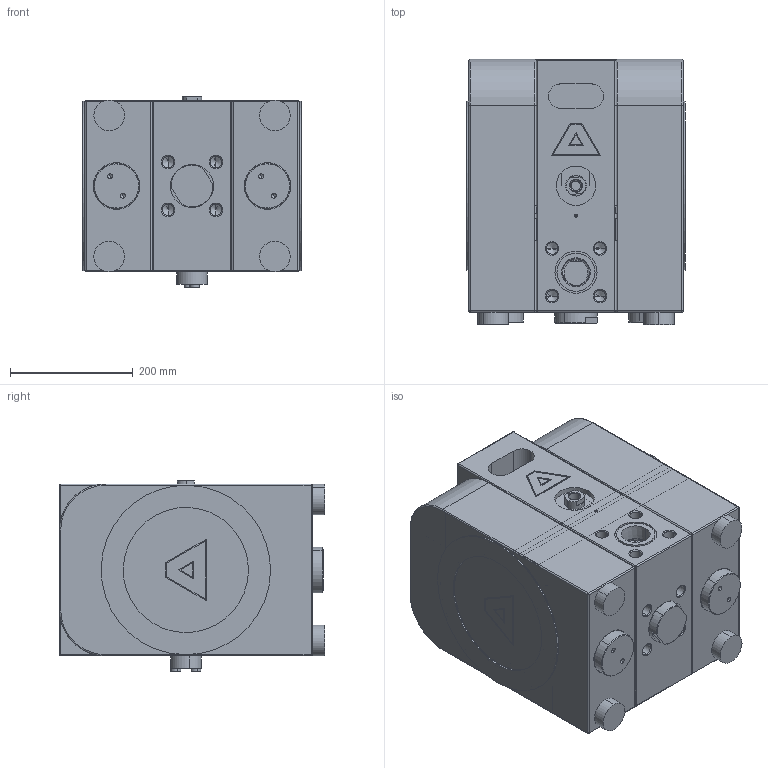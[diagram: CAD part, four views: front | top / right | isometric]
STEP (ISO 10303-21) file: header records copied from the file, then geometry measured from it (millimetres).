
FILE_DESCRIPTION (( 'STEP AP203' ), '1' );
FILE_NAME ('E40-Assembly-俋倛芞 .STEP', '2026-01-16T02:46:38', ( '' ), ( '' ), 'SwSTEP 2.0', 'SolidWorks 2022', '' );
FILE_SCHEMA (( 'CONFIG_CONTROL_DESIGN' ));
Length unit declared in the file: millimetre
Products named in the file (17): 1 40 A22-Shock absorbers_Basic; 7 40 A10-Side housing_Basic; 7 40 A11-Center housing_Basic; E40-Assembly-外形图 ; 7 40 A17-Plug, side housing_Basic; 7 40 A19-Plug, center housing_Basic; 7 40 A15-Valve stop，discharge valve_Basic; 7 40 A09-Cover_Basic; 1 40 A45-Muffler_Basic; 1 40 A47-Air inlet_Basic
Assembly tree (16 placements, depth 2):
  E40-Assembly-外形图 
    7 40 A11-Center housing_Basic
    7 40 A10-Side housing_Basic
    7 40 A10-Side housing_Basic
    1 40 A22-Shock absorbers_Basic
    1 40 A22-Shock absorbers_Basic
    1 40 A22-Shock absorbers_Basic
    1 40 A22-Shock absorbers_Basic
    7 40 A15-Valve stop，discharge valve_Basic
    7 40 A15-Valve stop，discharge valve_Basic
    1 40 A45-Muffler_Basic
    1 40 A47-Air inlet_Basic
    7 40 A17-Plug, side housing_Basic
    7 40 A17-Plug, side housing_Basic
    7 40 A19-Plug, center housing_Basic
    7 40 A09-Cover_Basic
    7 40 A09-Cover_Basic
Bounding box: 355.4 x 432 x 310.38 mm (x, y, z)
Volume: 5390013.9 mm3; surface area: 1769037.1 mm2
Topology: 18 solids, 18 shells, 1087 faces, 2847 edges, 1796 vertices
Faces by surface type: plane 585, cylinder 299, cone 137, torus 50, sphere 16
Entity records: 35087 total; most frequent: CARTESIAN_POINT 6453, DIRECTION 5701, ORIENTED_EDGE 5578, EDGE_CURVE 2789, AXIS2_PLACEMENT_3D 1992, VERTEX_POINT 1796, VECTOR 1717, LINE 1717
